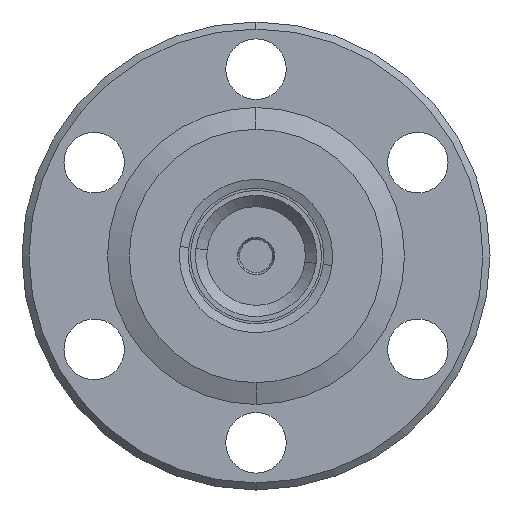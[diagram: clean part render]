
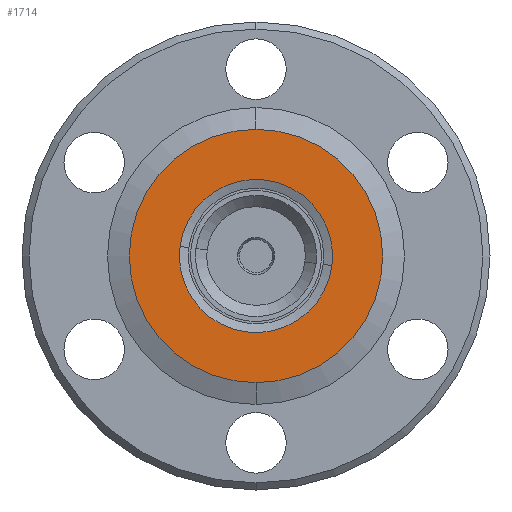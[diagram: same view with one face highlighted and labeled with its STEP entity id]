
A CAD part, front view. The second image highlights one B-rep face of the part: STEP entity #1714.
In plain terms, the highlighted planar face has unit normal (0, -1, 0).
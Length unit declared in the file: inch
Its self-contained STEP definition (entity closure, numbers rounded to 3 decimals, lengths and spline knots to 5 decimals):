
#54 = CIRCLE ( 'NONE', #2343, 0.2175 ) ;
#70 = EDGE_LOOP ( 'NONE', ( #116, #117 ) ) ;
#74 = EDGE_LOOP ( 'NONE', ( #118, #119 ) ) ;
#116 = ORIENTED_EDGE ( 'NONE', *, *, #954, .F. ) ;
#117 = ORIENTED_EDGE ( 'NONE', *, *, #936, .F. ) ;
#118 = ORIENTED_EDGE ( 'NONE', *, *, #840, .T. ) ;
#119 = ORIENTED_EDGE ( 'NONE', *, *, #955, .T. ) ;
#333 = CARTESIAN_POINT ( 'NONE',  ( 0.36, -0.234, 0. ) ) ;
#340 = PLANE ( 'NONE',  #2258 ) ;
#364 = VERTEX_POINT ( 'NONE', #557 ) ;
#365 = VERTEX_POINT ( 'NONE', #556 ) ;
#556 = CARTESIAN_POINT ( 'NONE',  ( 0.21584, -0.234, -0.02684 ) ) ;
#557 = CARTESIAN_POINT ( 'NONE',  ( -0.21584, -0.234, 0.02684 ) ) ;
#620 = FACE_BOUND ( 'NONE', #74, .T. ) ;
#631 = FACE_OUTER_BOUND ( 'NONE', #70, .T. ) ;
#840 = EDGE_CURVE ( 'NONE', #364, #365, #54, .T. ) ;
#936 = EDGE_CURVE ( 'NONE', #1583, #1587, #1468, .T. ) ;
#954 = EDGE_CURVE ( 'NONE', #1587, #1583, #1492, .T. ) ;
#955 = EDGE_CURVE ( 'NONE', #365, #364, #1493, .T. ) ;
#1096 = CARTESIAN_POINT ( 'NONE',  ( 0., -0.234, 0.36 ) ) ;
#1101 = CARTESIAN_POINT ( 'NONE',  ( 0., -0.234, -0.36 ) ) ;
#1130 = CARTESIAN_POINT ( 'NONE',  ( 0., -0.234, 0. ) ) ;
#1131 = DIRECTION ( 'NONE',  ( 0., 1., 0. ) ) ;
#1132 = DIRECTION ( 'NONE',  ( 0., 0., -1. ) ) ;
#1133 = CARTESIAN_POINT ( 'NONE',  ( 0., -0.234, 0. ) ) ;
#1134 = DIRECTION ( 'NONE',  ( 0., 1., 0. ) ) ;
#1135 = DIRECTION ( 'NONE',  ( -0.992, 0., 0.123 ) ) ;
#1293 = DIRECTION ( 'NONE',  ( 0., 0., -1. ) ) ;
#1468 = CIRCLE ( 'NONE', #2394, 0.36 ) ;
#1492 = CIRCLE ( 'NONE', #2373, 0.36 ) ;
#1493 = CIRCLE ( 'NONE', #2372, 0.2175 ) ;
#1512 = CARTESIAN_POINT ( 'NONE',  ( 0., -0.234, 0. ) ) ;
#1513 = DIRECTION ( 'NONE',  ( 0., 1., 0. ) ) ;
#1514 = DIRECTION ( 'NONE',  ( 0., 0., -1. ) ) ;
#1583 = VERTEX_POINT ( 'NONE', #1096 ) ;
#1587 = VERTEX_POINT ( 'NONE', #1101 ) ;
#1714 = ADVANCED_FACE ( 'NONE', ( #631, #620 ), #340, .F. ) ;
#1833 = DIRECTION ( 'NONE',  ( 0., 1., 0. ) ) ;
#2258 = AXIS2_PLACEMENT_3D ( 'NONE', #333, #1833, #1293 ) ;
#2343 = AXIS2_PLACEMENT_3D ( 'NONE', #2425, #2423, #2426 ) ;
#2372 = AXIS2_PLACEMENT_3D ( 'NONE', #1133, #1134, #1135 ) ;
#2373 = AXIS2_PLACEMENT_3D ( 'NONE', #1130, #1131, #1132 ) ;
#2394 = AXIS2_PLACEMENT_3D ( 'NONE', #1512, #1513, #1514 ) ;
#2423 = DIRECTION ( 'NONE',  ( 0., 1., 0. ) ) ;
#2425 = CARTESIAN_POINT ( 'NONE',  ( 0., -0.234, 0. ) ) ;
#2426 = DIRECTION ( 'NONE',  ( -0.992, 0., 0.123 ) ) ;
